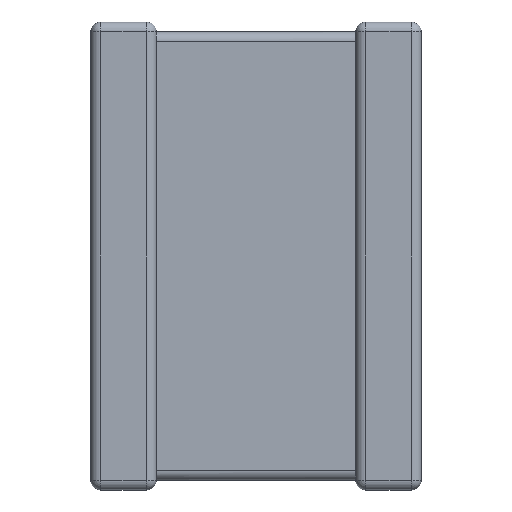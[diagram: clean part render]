
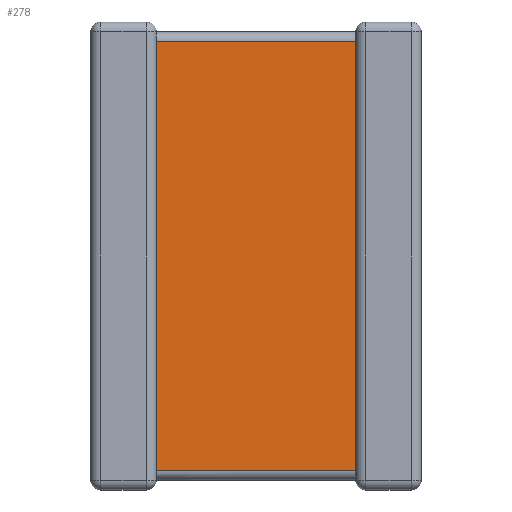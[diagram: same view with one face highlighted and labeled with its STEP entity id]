
A CAD part, front view. The second image highlights one B-rep face of the part: STEP entity #278.
In plain terms, the highlighted planar face has unit normal (0, -1, 0).
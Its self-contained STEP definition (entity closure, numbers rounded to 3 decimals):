
#188 = VECTOR ( 'NONE', #1528, 1000. ) ;
#220 = DIRECTION ( 'NONE',  ( 0., 0., 1. ) ) ;
#278 = ADVANCED_FACE ( 'NONE', ( #441 ), #4276, .T. ) ;
#311 = ORIENTED_EDGE ( 'NONE', *, *, #2447, .T. ) ;
#415 = LINE ( 'NONE', #1847, #188 ) ;
#441 = FACE_OUTER_BOUND ( 'NONE', #1896, .T. ) ;
#666 = LINE ( 'NONE', #2077, #2666 ) ;
#708 = LINE ( 'NONE', #4056, #4555 ) ;
#865 = EDGE_CURVE ( 'NONE', #4605, #3644, #708, .T. ) ;
#1034 = DIRECTION ( 'NONE',  ( 0., -1., 0. ) ) ;
#1099 = CARTESIAN_POINT ( 'NONE',  ( 0.95, 0.141, -0.283 ) ) ;
#1134 = ORIENTED_EDGE ( 'NONE', *, *, #1602, .T. ) ;
#1431 = LINE ( 'NONE', #2590, #4136 ) ;
#1528 = DIRECTION ( 'NONE',  ( 0., 0., 1. ) ) ;
#1602 = EDGE_CURVE ( 'NONE', #4163, #4042, #1431, .T. ) ;
#1752 = DIRECTION ( 'NONE',  ( 0., 0., -1. ) ) ;
#1831 = CARTESIAN_POINT ( 'NONE',  ( 0.95, 0.141, -6.517 ) ) ;
#1847 = CARTESIAN_POINT ( 'NONE',  ( 0.95, 0.141, -6.8 ) ) ;
#1896 = EDGE_LOOP ( 'NONE', ( #2694, #1134, #311, #2108 ) ) ;
#2077 = CARTESIAN_POINT ( 'NONE',  ( 3.85, 0.141, -6.8 ) ) ;
#2108 = ORIENTED_EDGE ( 'NONE', *, *, #865, .T. ) ;
#2447 = EDGE_CURVE ( 'NONE', #4042, #4605, #666, .T. ) ;
#2584 = DIRECTION ( 'NONE',  ( -1., 0., 0. ) ) ;
#2590 = CARTESIAN_POINT ( 'NONE',  ( 3.85, 0.141, -6.517 ) ) ;
#2600 = CARTESIAN_POINT ( 'NONE',  ( 3.85, 0.141, -0.283 ) ) ;
#2666 = VECTOR ( 'NONE', #220, 1000. ) ;
#2694 = ORIENTED_EDGE ( 'NONE', *, *, #4650, .F. ) ;
#2815 = CARTESIAN_POINT ( 'NONE',  ( 0.95, 0.141, -6.8 ) ) ;
#2856 = CARTESIAN_POINT ( 'NONE',  ( 3.85, 0.141, -6.517 ) ) ;
#3336 = AXIS2_PLACEMENT_3D ( 'NONE', #2815, #1034, #1752 ) ;
#3372 = DIRECTION ( 'NONE',  ( 1., 0., 0. ) ) ;
#3644 = VERTEX_POINT ( 'NONE', #1099 ) ;
#4042 = VERTEX_POINT ( 'NONE', #2856 ) ;
#4056 = CARTESIAN_POINT ( 'NONE',  ( 0.95, 0.141, -0.283 ) ) ;
#4136 = VECTOR ( 'NONE', #3372, 1000. ) ;
#4163 = VERTEX_POINT ( 'NONE', #1831 ) ;
#4276 = PLANE ( 'NONE',  #3336 ) ;
#4555 = VECTOR ( 'NONE', #2584, 1000. ) ;
#4605 = VERTEX_POINT ( 'NONE', #2600 ) ;
#4650 = EDGE_CURVE ( 'NONE', #4163, #3644, #415, .T. ) ;
